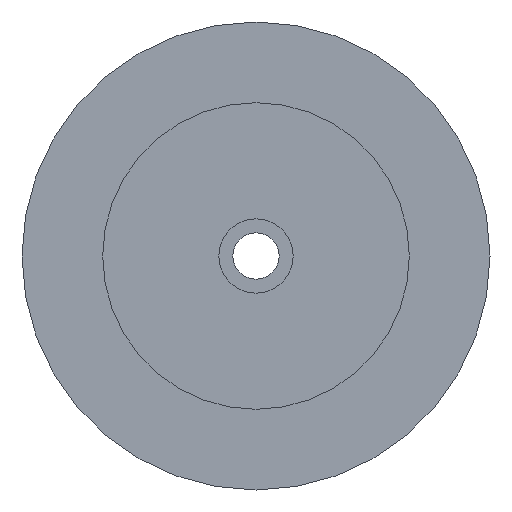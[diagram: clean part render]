
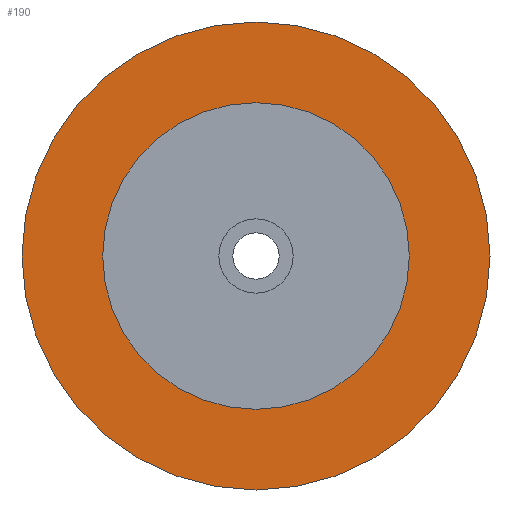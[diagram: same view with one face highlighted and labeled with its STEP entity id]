
A CAD part, front view. The second image highlights one B-rep face of the part: STEP entity #190.
In plain terms, the highlighted planar face has unit normal (0, -1, 0).
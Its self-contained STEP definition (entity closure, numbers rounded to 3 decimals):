
#32=FACE_BOUND('',#64,.T.);
#37=PLANE('',#281);
#48=FACE_OUTER_BOUND('',#63,.T.);
#63=EDGE_LOOP('',(#171,#172));
#64=EDGE_LOOP('',(#173,#174));
#85=CIRCLE('',#269,20.);
#86=CIRCLE('',#270,20.);
#91=CIRCLE('',#279,13.1);
#92=CIRCLE('',#280,13.1);
#101=VERTEX_POINT('',#382);
#102=VERTEX_POINT('',#384);
#107=VERTEX_POINT('',#400);
#108=VERTEX_POINT('',#402);
#121=EDGE_CURVE('',#101,#102,#85,.T.);
#122=EDGE_CURVE('',#102,#101,#86,.T.);
#129=EDGE_CURVE('',#108,#107,#91,.T.);
#130=EDGE_CURVE('',#107,#108,#92,.T.);
#171=ORIENTED_EDGE('',*,*,#122,.F.);
#172=ORIENTED_EDGE('',*,*,#121,.F.);
#173=ORIENTED_EDGE('',*,*,#129,.T.);
#174=ORIENTED_EDGE('',*,*,#130,.T.);
#190=ADVANCED_FACE('',(#48,#32),#37,.T.);
#269=AXIS2_PLACEMENT_3D('',#385,#322,#323);
#270=AXIS2_PLACEMENT_3D('',#386,#324,#325);
#279=AXIS2_PLACEMENT_3D('',#403,#344,#345);
#280=AXIS2_PLACEMENT_3D('',#404,#346,#347);
#281=AXIS2_PLACEMENT_3D('',#405,#348,#349);
#322=DIRECTION('center_axis',(0.,1.,0.));
#323=DIRECTION('ref_axis',(1.,0.,0.));
#324=DIRECTION('center_axis',(0.,1.,0.));
#325=DIRECTION('ref_axis',(1.,0.,0.));
#344=DIRECTION('center_axis',(0.,1.,0.));
#345=DIRECTION('ref_axis',(1.,0.,0.));
#346=DIRECTION('center_axis',(0.,1.,0.));
#347=DIRECTION('ref_axis',(1.,0.,0.));
#348=DIRECTION('center_axis',(0.,-1.,0.));
#349=DIRECTION('ref_axis',(0.,0.,-1.));
#382=CARTESIAN_POINT('',(20.,0.,0.));
#384=CARTESIAN_POINT('',(-20.,0.,0.));
#385=CARTESIAN_POINT('Origin',(0.,0.,0.));
#386=CARTESIAN_POINT('Origin',(0.,0.,0.));
#400=CARTESIAN_POINT('',(13.1,0.,0.));
#402=CARTESIAN_POINT('',(-13.1,0.,0.));
#403=CARTESIAN_POINT('Origin',(0.,0.,0.));
#404=CARTESIAN_POINT('Origin',(0.,0.,0.));
#405=CARTESIAN_POINT('Origin',(-20.,0.,0.));
